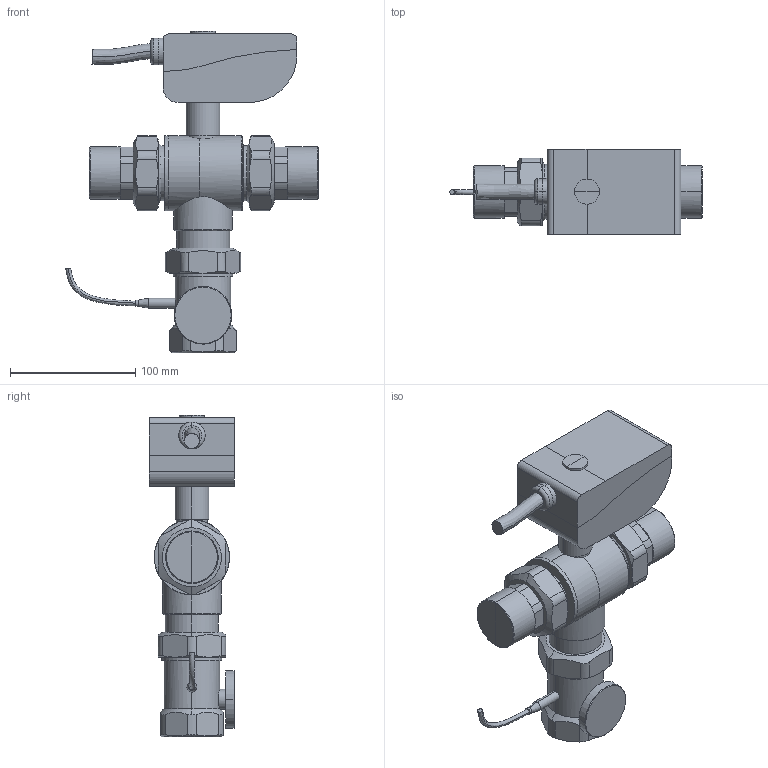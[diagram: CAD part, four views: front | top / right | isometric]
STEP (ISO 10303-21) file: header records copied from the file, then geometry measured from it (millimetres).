
FILE_DESCRIPTION(/* description */ (''),/* implementation_level */ '2;1');
FILE_NAME(/* name */ '600071 (STP).stp',/* time_stamp */ '2017-02-20T13:45:59+01:00',/* author */ ('UFFTEC'),/* organization */ (''),/* preprocessor_version */ 'ST-DEVELOPER v15.2',/* originating_system */ 'Autodesk Inventor 2014',/* authorisation */ '');
FILE_SCHEMA (('AUTOMOTIVE_DESIGN { 1 0 10303 214 3 1 1 }'));
Length unit declared in the file: millimetre
Products named in the file (5): Parte21; Parte23; Parte25; Parte27; Assieme3
Bounding box: 201.61 x 68.16 x 257 mm (x, y, z)
Volume: 987754.8 mm3; surface area: 118382.6 mm2
Topology: 6 solids, 6 shells, 248 faces, 596 edges, 368 vertices
Faces by surface type: plane 104, cylinder 86, cone 50, torus 4, bspline 4
Entity records: 8271 total; most frequent: CARTESIAN_POINT 2727, ORIENTED_EDGE 1192, DIRECTION 1095, EDGE_CURVE 596, AXIS2_PLACEMENT_3D 430, VERTEX_POINT 368, EDGE_LOOP 256, FACE_OUTER_BOUND 248
